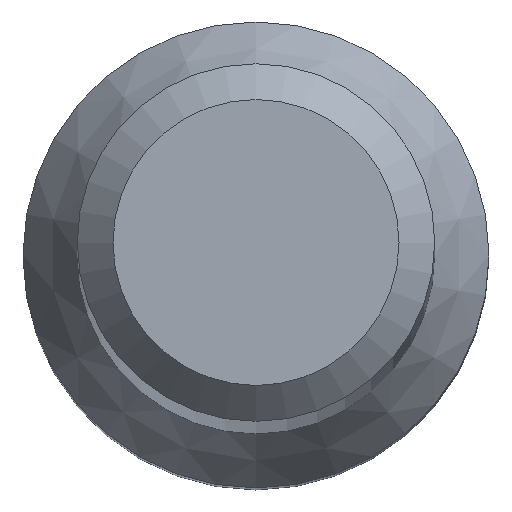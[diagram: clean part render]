
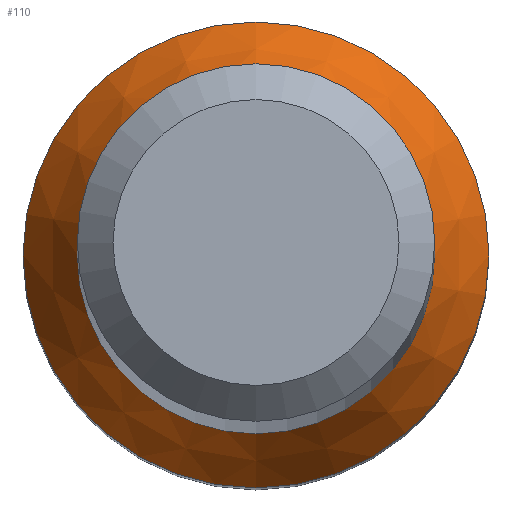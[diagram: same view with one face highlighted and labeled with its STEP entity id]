
A CAD part, top view. The second image highlights one B-rep face of the part: STEP entity #110.
In plain terms, the highlighted conical face has half-angle 30 degrees and reference radius 1.955 mm.
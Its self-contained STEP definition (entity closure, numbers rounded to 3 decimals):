
#2 = CARTESIAN_POINT ( 'NONE',  ( 0., 0., 10.788 ) ) ;
#14 = DIRECTION ( 'NONE',  ( 0., 0., -1. ) ) ;
#35 = AXIS2_PLACEMENT_3D ( 'NONE', #150, #14, #223 ) ;
#38 = CARTESIAN_POINT ( 'NONE',  ( 0., 1.955, 10. ) ) ;
#57 = AXIS2_PLACEMENT_3D ( 'NONE', #2, #190, #83 ) ;
#83 = DIRECTION ( 'NONE',  ( 0., 1., 0. ) ) ;
#89 = EDGE_LOOP ( 'NONE', ( #226 ) ) ;
#99 = EDGE_CURVE ( 'NONE', #254, #254, #183, .T. ) ;
#110 = ADVANCED_FACE ( 'NONE', ( #135, #118 ), #168, .T. ) ;
#118 = FACE_OUTER_BOUND ( 'NONE', #155, .T. ) ;
#125 = CARTESIAN_POINT ( 'NONE',  ( 0., 1.5, 10.788 ) ) ;
#135 = FACE_BOUND ( 'NONE', #89, .T. ) ;
#137 = CIRCLE ( 'NONE', #57, 1.5 ) ;
#150 = CARTESIAN_POINT ( 'NONE',  ( 0., 0., 10. ) ) ;
#155 = EDGE_LOOP ( 'NONE', ( #274 ) ) ;
#160 = AXIS2_PLACEMENT_3D ( 'NONE', #211, #263, #288 ) ;
#168 = CONICAL_SURFACE ( 'NONE', #35, 1.955, 0.524 ) ;
#183 = CIRCLE ( 'NONE', #160, 1.955 ) ;
#190 = DIRECTION ( 'NONE',  ( 0., 0., -1. ) ) ;
#194 = EDGE_CURVE ( 'NONE', #277, #277, #137, .T. ) ;
#211 = CARTESIAN_POINT ( 'NONE',  ( 0., 0., 10. ) ) ;
#223 = DIRECTION ( 'NONE',  ( 0., 1., 0. ) ) ;
#226 = ORIENTED_EDGE ( 'NONE', *, *, #194, .T. ) ;
#254 = VERTEX_POINT ( 'NONE', #38 ) ;
#263 = DIRECTION ( 'NONE',  ( 0., 0., -1. ) ) ;
#274 = ORIENTED_EDGE ( 'NONE', *, *, #99, .F. ) ;
#277 = VERTEX_POINT ( 'NONE', #125 ) ;
#288 = DIRECTION ( 'NONE',  ( 0., 1., 0. ) ) ;
